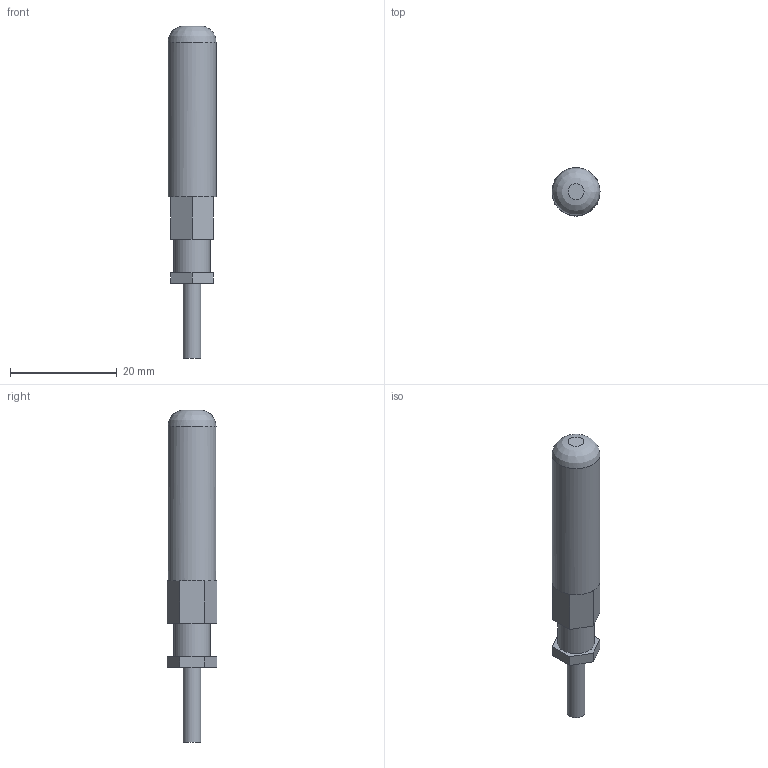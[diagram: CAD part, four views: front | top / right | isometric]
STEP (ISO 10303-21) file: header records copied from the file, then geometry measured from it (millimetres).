
FILE_DESCRIPTION(/* description */ (''),/* implementation_level */ '2;1');
FILE_NAME(/* name */ 'b64567f2-c159-4112-a1af-766ecbcb62b1.stp',/* time_stamp */ '2023-12-05T16:54:04Z',/* author */ (''),/* organization */ (''),/* preprocessor_version */ 'ST-DEVELOPER v20',/* originating_system */ 'Autodesk Translation Framework v12.14.0.127',/* authorisation */ '');
FILE_SCHEMA (('AUTOMOTIVE_DESIGN { 1 0 10303 214 3 1 1 }'));
Length unit declared in the file: millimetre
Products named in the file (1): Antenna
Bounding box: 9 x 9.24 x 62.25 mm (x, y, z)
Volume: 2898.2 mm3; surface area: 1587.2 mm2
Topology: 1 solids, 1 shells, 33 faces, 72 edges, 44 vertices
Faces by surface type: plane 29, cylinder 3, bspline 1
Full cylindrical faces by diameter (mm): 3.333 x1, 6.884 x1, 9 x1
Entity records: 955 total; most frequent: CARTESIAN_POINT 176, DIRECTION 159, ORIENTED_EDGE 144, EDGE_CURVE 72, AXIS2_PLACEMENT_3D 54, LINE 51, VECTOR 51, VERTEX_POINT 44
